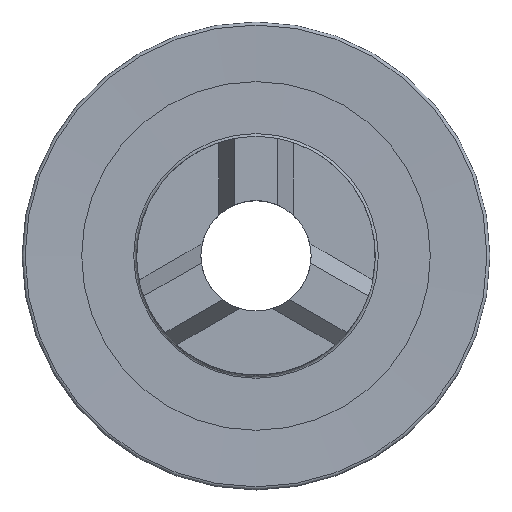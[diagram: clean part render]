
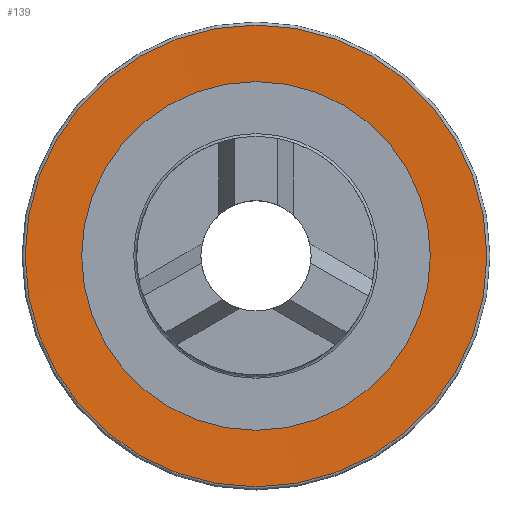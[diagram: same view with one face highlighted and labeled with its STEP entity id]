
A CAD part, top view. The second image highlights one B-rep face of the part: STEP entity #139.
In plain terms, the highlighted conical face has half-angle 88.29 degrees and reference radius 5.85 mm.
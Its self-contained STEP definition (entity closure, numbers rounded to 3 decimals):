
#115=CONICAL_SURFACE('',#564,5.85,88.29);
#139=ADVANCED_FACE('',(#178,#179),#115,.F.);
#178=FACE_BOUND('',#222,.T.);
#179=FACE_BOUND('',#223,.T.);
#222=EDGE_LOOP('',(#328));
#223=EDGE_LOOP('',(#329));
#328=ORIENTED_EDGE('',*,*,#428,.F.);
#329=ORIENTED_EDGE('',*,*,#429,.T.);
#375=VERTEX_POINT('',#888);
#376=VERTEX_POINT('',#890);
#428=EDGE_CURVE('',#375,#375,#455,.T.);
#429=EDGE_CURVE('',#376,#376,#456,.T.);
#455=CIRCLE('',#562,7.747);
#456=CIRCLE('',#563,5.85);
#562=AXIS2_PLACEMENT_3D('',#887,#686,#687);
#563=AXIS2_PLACEMENT_3D('',#889,#688,#689);
#564=AXIS2_PLACEMENT_3D('',#891,#690,#691);
#686=DIRECTION('',(0.,0.,-1.));
#687=DIRECTION('',(-1.,0.,0.));
#688=DIRECTION('',(0.,0.,-1.));
#689=DIRECTION('',(-1.,0.,0.));
#690=DIRECTION('',(0.,0.,1.));
#691=DIRECTION('',(1.,0.,0.));
#887=CARTESIAN_POINT('',(0.,0.,-2.79));
#888=CARTESIAN_POINT('',(-7.747,0.,-2.79));
#889=CARTESIAN_POINT('',(0.,0.,-2.847));
#890=CARTESIAN_POINT('',(-5.85,0.,-2.847));
#891=CARTESIAN_POINT('',(0.,0.,-2.847));
